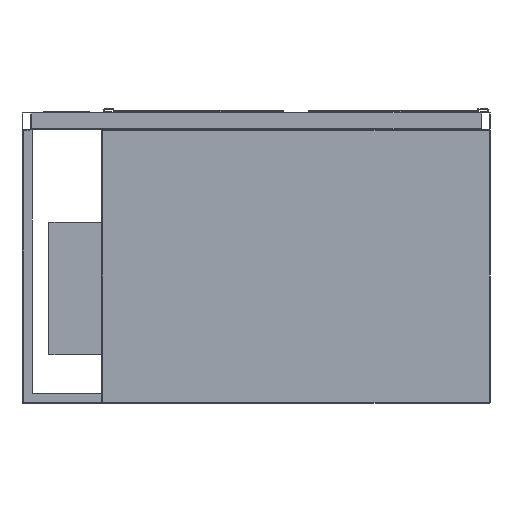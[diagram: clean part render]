
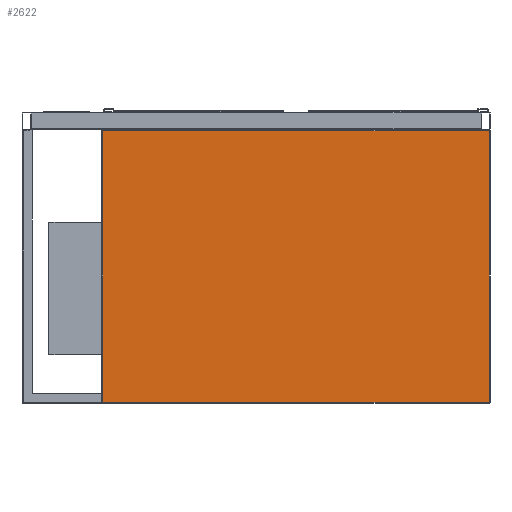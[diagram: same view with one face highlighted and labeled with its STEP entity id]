
A CAD part, front view. The second image highlights one B-rep face of the part: STEP entity #2622.
In plain terms, the highlighted planar face has unit normal (0, -1, 0).
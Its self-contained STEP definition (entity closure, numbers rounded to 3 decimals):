
#150 = FACE_OUTER_BOUND ( 'NONE', #13290, .T. ) ;
#193 = CARTESIAN_POINT ( 'NONE',  ( -438., -325., -658. ) ) ;
#615 = ORIENTED_EDGE ( 'NONE', *, *, #3564, .T. ) ;
#993 = ORIENTED_EDGE ( 'NONE', *, *, #22664, .T. ) ;
#1175 = ORIENTED_EDGE ( 'NONE', *, *, #1391, .T. ) ;
#1391 = EDGE_CURVE ( 'NONE', #30610, #35791, #2927, .T. ) ;
#1891 = VECTOR ( 'NONE', #13033, 1000. ) ;
#2024 = CARTESIAN_POINT ( 'NONE',  ( -440., -325., -42. ) ) ;
#2221 = EDGE_CURVE ( 'NONE', #19848, #30610, #21258, .T. ) ;
#2622 = ADVANCED_FACE ( 'Fl�che8', ( #150 ), #28386, .T. ) ;
#2927 = LINE ( 'NONE', #19963, #24556 ) ;
#2983 = DIRECTION ( 'NONE',  ( 1., 0., 0. ) ) ;
#3288 = DIRECTION ( 'NONE',  ( 0., 0., -1. ) ) ;
#3564 = EDGE_CURVE ( 'NONE', #35791, #23730, #4998, .T. ) ;
#4998 = LINE ( 'NONE', #16902, #17162 ) ;
#5613 = DIRECTION ( 'NONE',  ( 0., -1., 0. ) ) ;
#7558 = CARTESIAN_POINT ( 'NONE',  ( 438., -325., -42. ) ) ;
#13033 = DIRECTION ( 'NONE',  ( -1., 0., 0. ) ) ;
#13290 = EDGE_LOOP ( 'NONE', ( #23085, #1175, #615, #993 ) ) ;
#13682 = CARTESIAN_POINT ( 'NONE',  ( 438., -325., -660. ) ) ;
#13891 = DIRECTION ( 'NONE',  ( 0., 0., -1. ) ) ;
#16395 = VECTOR ( 'NONE', #18990, 1000. ) ;
#16902 = CARTESIAN_POINT ( 'NONE',  ( -440., -325., -658. ) ) ;
#17162 = VECTOR ( 'NONE', #2983, 1000. ) ;
#18341 = CARTESIAN_POINT ( 'NONE',  ( -438., -325., -42. ) ) ;
#18885 = AXIS2_PLACEMENT_3D ( 'NONE', #19199, #5613, #13891 ) ;
#18990 = DIRECTION ( 'NONE',  ( 0., 0., 1. ) ) ;
#19199 = CARTESIAN_POINT ( 'NONE',  ( -440., -325., -660. ) ) ;
#19848 = VERTEX_POINT ( 'NONE', #7558 ) ;
#19963 = CARTESIAN_POINT ( 'NONE',  ( -438., -325., -660. ) ) ;
#21258 = LINE ( 'NONE', #2024, #1891 ) ;
#22664 = EDGE_CURVE ( 'NONE', #23730, #19848, #35716, .T. ) ;
#23085 = ORIENTED_EDGE ( 'NONE', *, *, #2221, .T. ) ;
#23730 = VERTEX_POINT ( 'NONE', #32060 ) ;
#24556 = VECTOR ( 'NONE', #3288, 1000. ) ;
#28386 = PLANE ( 'NONE',  #18885 ) ;
#30610 = VERTEX_POINT ( 'NONE', #18341 ) ;
#32060 = CARTESIAN_POINT ( 'NONE',  ( 438., -325., -658. ) ) ;
#35716 = LINE ( 'NONE', #13682, #16395 ) ;
#35791 = VERTEX_POINT ( 'NONE', #193 ) ;
